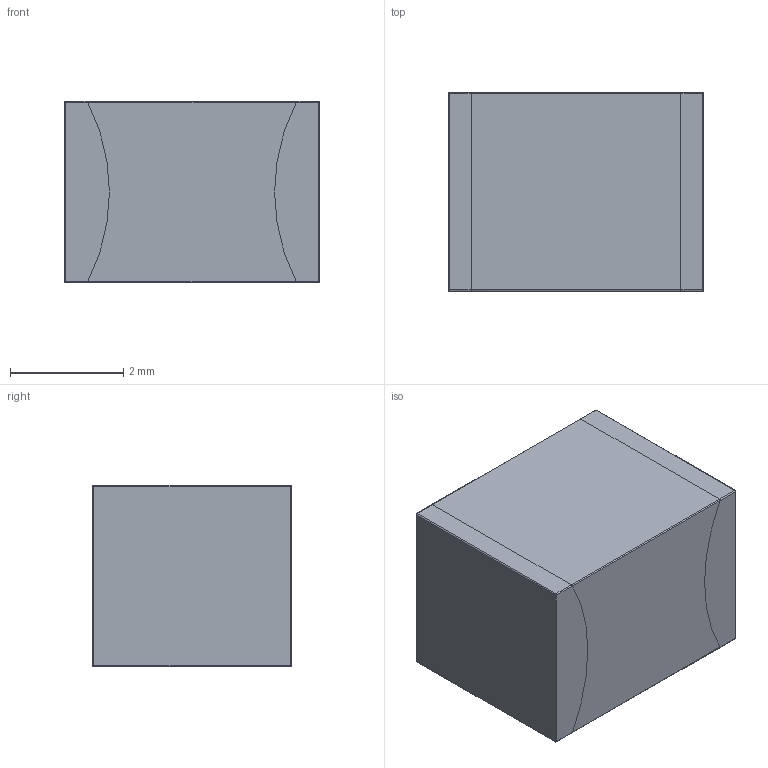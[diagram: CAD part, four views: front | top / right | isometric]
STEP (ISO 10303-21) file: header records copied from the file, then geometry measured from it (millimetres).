
FILE_DESCRIPTION (( 'STEP AP214' ), '1' );
FILE_NAME ('C1812.STEP', '2024-06-08T09:40:54', ( '' ), ( '' ), 'SwSTEP 2.0', 'SolidWorks 2022', '' );
FILE_SCHEMA (( 'AUTOMOTIVE_DESIGN' ));
Length unit declared in the file: millimetre
Products named in the file (1): C1812
Bounding box: 4.5 x 3.5 x 3.2 mm (x, y, z)
Volume: 50.4 mm3; surface area: 128.9 mm2
Topology: 3 solids, 3 shells, 93 faces, 227 edges, 138 vertices
Faces by surface type: plane 39, cylinder 24, bspline 22, sphere 8
Entity records: 4501 total; most frequent: CARTESIAN_POINT 1945, ORIENTED_EDGE 438, DIRECTION 335, EDGE_CURVE 219, VERTEX_POINT 138, VECTOR 127, LINE 127, AXIS2_PLACEMENT_3D 104
